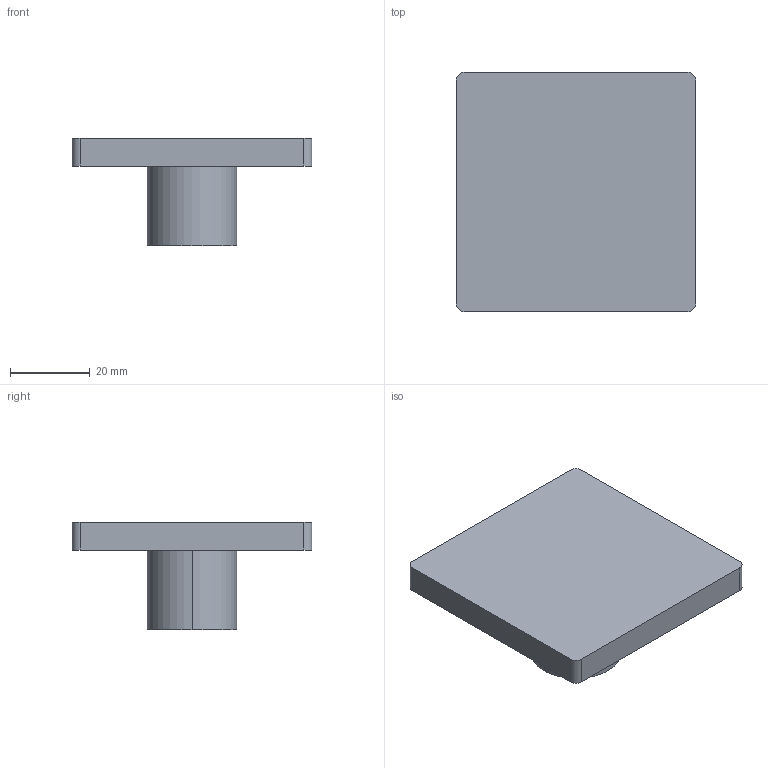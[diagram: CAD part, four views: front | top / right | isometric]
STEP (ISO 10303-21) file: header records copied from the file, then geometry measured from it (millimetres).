
FILE_DESCRIPTION (( 'STEP AP203' ), '1' );
FILE_NAME ('inter_sectionneur_vario_1_Défaut_sldprt.STEP', '2019-10-30T08:16:55', ( '' ), ( '' ), 'SwSTEP 2.0', 'SolidWorks 2017', '' );
FILE_SCHEMA (( 'CONFIG_CONTROL_DESIGN' ));
Length unit declared in the file: millimetre
Products named in the file (1): inter_sectionneur_vario_1_Défaut_sldprt
Bounding box: 60 x 60 x 27 mm (x, y, z)
Volume: 33128.1 mm3; surface area: 10262.8 mm2
Topology: 1 solids, 1 shells, 13 faces, 30 edges, 20 vertices
Faces by surface type: plane 7, cylinder 6
Entity records: 453 total; most frequent: DIRECTION 70, CARTESIAN_POINT 64, ORIENTED_EDGE 60, EDGE_CURVE 30, AXIS2_PLACEMENT_3D 26, VERTEX_POINT 20, VECTOR 18, LINE 18
